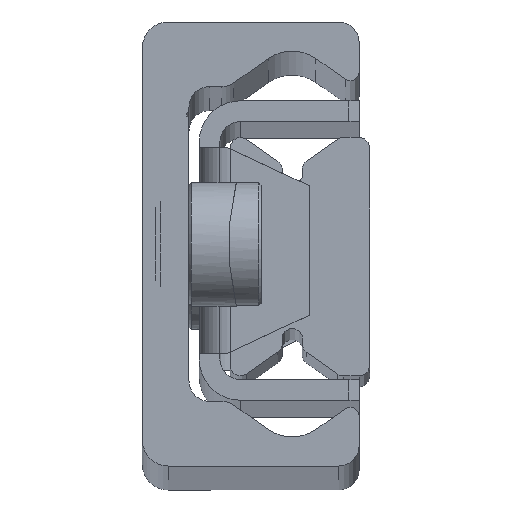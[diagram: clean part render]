
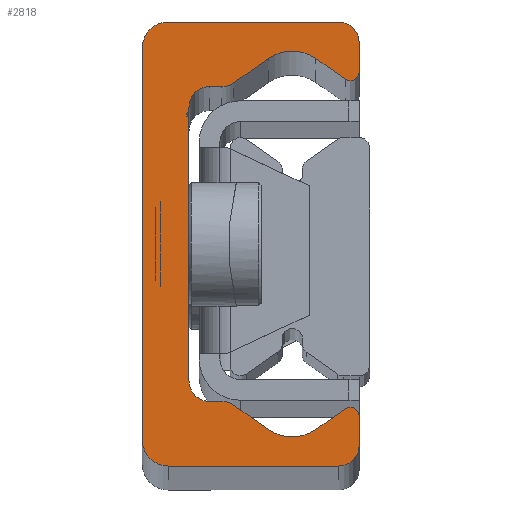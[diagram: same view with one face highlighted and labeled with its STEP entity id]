
A CAD part, top view. The second image highlights one B-rep face of the part: STEP entity #2818.
In plain terms, the highlighted planar face has unit normal (0, 0, 1).
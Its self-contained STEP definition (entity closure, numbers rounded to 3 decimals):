
#1740=CARTESIAN_POINT('',(2.499,-21.5,1330.0));
#1741=VERTEX_POINT('',#1740);
#1742=CARTESIAN_POINT('',(-0.001,-19.0,1330.0));
#1743=VERTEX_POINT('',#1742);
#1744=CARTESIAN_POINT('',(2.499,-19.0,1330.0));
#1745=DIRECTION('',(0.0,0.0,-1.0));
#1746=DIRECTION('',(-1.0,0.0,0.0));
#1747=AXIS2_PLACEMENT_3D('',#1744,#1745,#1746);
#1748=CIRCLE('',#1747,2.5);
#1749=EDGE_CURVE('',#1741,#1743,#1748,.T.);
#1782=CARTESIAN_POINT('',(-0.001,19.0,1330.0));
#1783=VERTEX_POINT('',#1782);
#1784=CARTESIAN_POINT('',(-0.001,-19.0,1330.0));
#1785=DIRECTION('',(0.0,1.0,0.0));
#1786=VECTOR('',#1785,38.0);
#1787=LINE('',#1784,#1786);
#1788=EDGE_CURVE('',#1743,#1783,#1787,.T.);
#1870=CARTESIAN_POINT('',(2.499,21.5,1330.0));
#1871=VERTEX_POINT('',#1870);
#1872=CARTESIAN_POINT('',(2.499,19.0,1330.0));
#1873=DIRECTION('',(0.0,0.0,-1.0));
#1874=DIRECTION('',(0.0,1.0,0.0));
#1875=AXIS2_PLACEMENT_3D('',#1872,#1873,#1874);
#1876=CIRCLE('',#1875,2.5);
#1877=EDGE_CURVE('',#1783,#1871,#1876,.T.);
#1903=CARTESIAN_POINT('',(18.999,21.5,1330.0));
#1904=VERTEX_POINT('',#1903);
#1905=CARTESIAN_POINT('',(2.499,21.5,1330.0));
#1906=DIRECTION('',(1.0,0.0,0.0));
#1907=VECTOR('',#1906,16.5);
#1908=LINE('',#1905,#1907);
#1909=EDGE_CURVE('',#1871,#1904,#1908,.T.);
#1934=CARTESIAN_POINT('',(20.999,19.5,1330.0));
#1935=VERTEX_POINT('',#1934);
#1936=CARTESIAN_POINT('',(18.999,19.5,1330.0));
#1937=DIRECTION('',(0.0,0.0,-1.0));
#1938=DIRECTION('',(1.0,0.0,0.0));
#1939=AXIS2_PLACEMENT_3D('',#1936,#1937,#1938);
#1940=CIRCLE('',#1939,2.);
#1941=EDGE_CURVE('',#1904,#1935,#1940,.T.);
#1967=CARTESIAN_POINT('',(20.999,16.65,1330.0));
#1968=VERTEX_POINT('',#1967);
#1969=CARTESIAN_POINT('',(20.999,19.5,1330.0));
#1970=DIRECTION('',(0.0,-1.0,0.0));
#1971=VECTOR('',#1970,2.85);
#1972=LINE('',#1969,#1971);
#1973=EDGE_CURVE('',#1935,#1968,#1972,.T.);
#1998=CARTESIAN_POINT('',(19.662,15.953,1330.0));
#1999=VERTEX_POINT('',#1998);
#2000=CARTESIAN_POINT('',(20.149,16.65,1330.0));
#2001=DIRECTION('',(0.0,0.0,-1.));
#2002=DIRECTION('',(-0.574,-0.819,0.0));
#2003=AXIS2_PLACEMENT_3D('',#2000,#2001,#2002);
#2004=CIRCLE('',#2003,0.85);
#2005=EDGE_CURVE('',#1968,#1999,#2004,.T.);
#2031=CARTESIAN_POINT('',(16.794,17.962,1330.0));
#2032=VERTEX_POINT('',#2031);
#2033=CARTESIAN_POINT('',(19.662,15.953,1330.0));
#2034=DIRECTION('',(-0.819,0.574,0.0));
#2035=VECTOR('',#2034,3.501);
#2036=LINE('',#2033,#2035);
#2037=EDGE_CURVE('',#1999,#2032,#2036,.T.);
#2062=CARTESIAN_POINT('',(12.205,17.962,1330.0));
#2063=VERTEX_POINT('',#2062);
#2064=CARTESIAN_POINT('',(14.499,14.685,1330.0));
#2065=DIRECTION('',(0.0,0.0,1.0));
#2066=DIRECTION('',(-0.574,-0.819,0.0));
#2067=AXIS2_PLACEMENT_3D('',#2064,#2065,#2066);
#2068=CIRCLE('',#2067,4.0);
#2069=EDGE_CURVE('',#2032,#2063,#2068,.T.);
#2095=CARTESIAN_POINT('',(8.849,15.612,1330.0));
#2096=VERTEX_POINT('',#2095);
#2097=CARTESIAN_POINT('',(12.205,17.962,1330.0));
#2098=DIRECTION('',(-0.819,-0.574,0.0));
#2099=VECTOR('',#2098,4.097);
#2100=LINE('',#2097,#2099);
#2101=EDGE_CURVE('',#2063,#2096,#2100,.T.);
#2126=CARTESIAN_POINT('',(7.702,15.25,1330.0));
#2127=VERTEX_POINT('',#2126);
#2128=CARTESIAN_POINT('',(7.702,17.25,1330.0));
#2129=DIRECTION('',(0.0,0.0,-1.0));
#2130=DIRECTION('',(0.0,-1.0,0.0));
#2131=AXIS2_PLACEMENT_3D('',#2128,#2129,#2130);
#2132=CIRCLE('',#2131,2.0);
#2133=EDGE_CURVE('',#2096,#2127,#2132,.T.);
#2159=CARTESIAN_POINT('',(6.499,15.25,1330.0));
#2160=VERTEX_POINT('',#2159);
#2161=CARTESIAN_POINT('',(7.702,15.25,1330.0));
#2162=DIRECTION('',(-1.0,0.0,0.0));
#2163=VECTOR('',#2162,1.203);
#2164=LINE('',#2161,#2163);
#2165=EDGE_CURVE('',#2127,#2160,#2164,.T.);
#2190=CARTESIAN_POINT('',(4.499,13.25,1330.0));
#2191=VERTEX_POINT('',#2190);
#2192=CARTESIAN_POINT('',(6.499,13.25,1330.0));
#2193=DIRECTION('',(0.0,0.0,1.0));
#2194=DIRECTION('',(0.0,-1.0,0.0));
#2195=AXIS2_PLACEMENT_3D('',#2192,#2193,#2194);
#2196=CIRCLE('',#2195,2.0);
#2197=EDGE_CURVE('',#2160,#2191,#2196,.T.);
#2223=CARTESIAN_POINT('',(4.499,12.861,1330.0));
#2224=VERTEX_POINT('',#2223);
#2225=CARTESIAN_POINT('',(4.499,13.25,1330.0));
#2226=DIRECTION('',(0.0,-1.0,0.0));
#2227=VECTOR('',#2226,0.389);
#2228=LINE('',#2225,#2227);
#2229=EDGE_CURVE('',#2191,#2224,#2228,.T.);
#2254=CARTESIAN_POINT('',(4.411,12.734,1330.0));
#2255=VERTEX_POINT('',#2254);
#2256=CARTESIAN_POINT('',(4.363,12.861,1330.0));
#2257=DIRECTION('',(0.0,0.0,-1.0));
#2258=DIRECTION('',(0.353,-0.936,0.0));
#2259=AXIS2_PLACEMENT_3D('',#2256,#2257,#2258);
#2260=CIRCLE('',#2259,0.136);
#2261=EDGE_CURVE('',#2224,#2255,#2260,.T.);
#2287=CARTESIAN_POINT('',(4.422,12.262,1330.0));
#2288=VERTEX_POINT('',#2287);
#2289=CARTESIAN_POINT('',(4.499,12.5,1330.0));
#2290=DIRECTION('',(0.0,0.0,1.0));
#2291=DIRECTION('',(0.353,-0.936,0.0));
#2292=AXIS2_PLACEMENT_3D('',#2289,#2290,#2291);
#2293=CIRCLE('',#2292,0.25);
#2294=EDGE_CURVE('',#2255,#2288,#2293,.T.);
#2320=CARTESIAN_POINT('',(4.499,12.156,1330.0));
#2321=VERTEX_POINT('',#2320);
#2322=CARTESIAN_POINT('',(4.387,12.156,1330.0));
#2323=DIRECTION('',(0.0,0.0,-1.0));
#2324=DIRECTION('',(1.0,0.0,0.0));
#2325=AXIS2_PLACEMENT_3D('',#2322,#2323,#2324);
#2326=CIRCLE('',#2325,0.112);
#2327=EDGE_CURVE('',#2288,#2321,#2326,.T.);
#2353=CARTESIAN_POINT('',(4.499,-13.25,1330.0));
#2354=VERTEX_POINT('',#2353);
#2355=CARTESIAN_POINT('',(4.499,12.156,1330.0));
#2356=DIRECTION('',(0.0,-1.0,0.0));
#2357=VECTOR('',#2356,25.406);
#2358=LINE('',#2355,#2357);
#2359=EDGE_CURVE('',#2321,#2354,#2358,.T.);
#2441=CARTESIAN_POINT('',(6.499,-15.25,1330.0));
#2442=VERTEX_POINT('',#2441);
#2443=CARTESIAN_POINT('',(6.499,-13.25,1330.0));
#2444=DIRECTION('',(0.0,0.0,1.0));
#2445=DIRECTION('',(1.0,0.0,0.0));
#2446=AXIS2_PLACEMENT_3D('',#2443,#2444,#2445);
#2447=CIRCLE('',#2446,2.0);
#2448=EDGE_CURVE('',#2354,#2442,#2447,.T.);
#2474=CARTESIAN_POINT('',(7.702,-15.25,1330.0));
#2475=VERTEX_POINT('',#2474);
#2476=CARTESIAN_POINT('',(6.499,-15.25,1330.0));
#2477=DIRECTION('',(1.0,0.0,0.0));
#2478=VECTOR('',#2477,1.203);
#2479=LINE('',#2476,#2478);
#2480=EDGE_CURVE('',#2442,#2475,#2479,.T.);
#2505=CARTESIAN_POINT('',(8.849,-15.612,1330.0));
#2506=VERTEX_POINT('',#2505);
#2507=CARTESIAN_POINT('',(7.702,-17.25,1330.0));
#2508=DIRECTION('',(0.0,0.0,-1.));
#2509=DIRECTION('',(0.574,0.819,0.0));
#2510=AXIS2_PLACEMENT_3D('',#2507,#2508,#2509);
#2511=CIRCLE('',#2510,2.0);
#2512=EDGE_CURVE('',#2475,#2506,#2511,.T.);
#2538=CARTESIAN_POINT('',(12.205,-17.962,1330.0));
#2539=VERTEX_POINT('',#2538);
#2540=CARTESIAN_POINT('',(8.849,-15.612,1330.0));
#2541=DIRECTION('',(0.819,-0.574,0.0));
#2542=VECTOR('',#2541,4.097);
#2543=LINE('',#2540,#2542);
#2544=EDGE_CURVE('',#2506,#2539,#2543,.T.);
#2569=CARTESIAN_POINT('',(16.794,-17.962,1330.0));
#2570=VERTEX_POINT('',#2569);
#2571=CARTESIAN_POINT('',(14.499,-14.685,1330.0));
#2572=DIRECTION('',(0.0,0.0,1.0));
#2573=DIRECTION('',(0.574,0.819,0.0));
#2574=AXIS2_PLACEMENT_3D('',#2571,#2572,#2573);
#2575=CIRCLE('',#2574,4.0);
#2576=EDGE_CURVE('',#2539,#2570,#2575,.T.);
#2602=CARTESIAN_POINT('',(19.662,-15.953,1330.0));
#2603=VERTEX_POINT('',#2602);
#2604=CARTESIAN_POINT('',(16.794,-17.962,1330.0));
#2605=DIRECTION('',(0.819,0.574,0.0));
#2606=VECTOR('',#2605,3.501);
#2607=LINE('',#2604,#2606);
#2608=EDGE_CURVE('',#2570,#2603,#2607,.T.);
#2633=CARTESIAN_POINT('',(20.999,-16.65,1330.0));
#2634=VERTEX_POINT('',#2633);
#2635=CARTESIAN_POINT('',(20.149,-16.65,1330.0));
#2636=DIRECTION('',(0.0,0.0,-1.0));
#2637=DIRECTION('',(1.0,0.0,0.0));
#2638=AXIS2_PLACEMENT_3D('',#2635,#2636,#2637);
#2639=CIRCLE('',#2638,0.85);
#2640=EDGE_CURVE('',#2603,#2634,#2639,.T.);
#2666=CARTESIAN_POINT('',(20.999,-19.5,1330.0));
#2667=VERTEX_POINT('',#2666);
#2668=CARTESIAN_POINT('',(20.999,-16.65,1330.0));
#2669=DIRECTION('',(0.0,-1.0,0.0));
#2670=VECTOR('',#2669,2.85);
#2671=LINE('',#2668,#2670);
#2672=EDGE_CURVE('',#2634,#2667,#2671,.T.);
#2697=CARTESIAN_POINT('',(18.999,-21.5,1330.0));
#2698=VERTEX_POINT('',#2697);
#2699=CARTESIAN_POINT('',(18.999,-19.5,1330.0));
#2700=DIRECTION('',(0.0,0.0,-1.0));
#2701=DIRECTION('',(0.0,-1.0,0.0));
#2702=AXIS2_PLACEMENT_3D('',#2699,#2700,#2701);
#2703=CIRCLE('',#2702,2.);
#2704=EDGE_CURVE('',#2667,#2698,#2703,.T.);
#2730=CARTESIAN_POINT('',(18.999,-21.5,1330.0));
#2731=DIRECTION('',(-1.0,0.0,0.0));
#2732=VECTOR('',#2731,16.5);
#2733=LINE('',#2730,#2732);
#2734=EDGE_CURVE('',#2698,#1741,#2733,.T.);
#2783=CARTESIAN_POINT('',(7.822,0.017,1330.0));
#2784=DIRECTION('',(0.0,0.0,1.0));
#2785=DIRECTION('',(1.0,0.0,0.0));
#2786=AXIS2_PLACEMENT_3D('',#2783,#2784,#2785);
#2787=PLANE('',#2786);
#2788=ORIENTED_EDGE('',*,*,#1749,.F.);
#2789=ORIENTED_EDGE('',*,*,#2734,.F.);
#2790=ORIENTED_EDGE('',*,*,#2704,.F.);
#2791=ORIENTED_EDGE('',*,*,#2672,.F.);
#2792=ORIENTED_EDGE('',*,*,#2640,.F.);
#2793=ORIENTED_EDGE('',*,*,#2608,.F.);
#2794=ORIENTED_EDGE('',*,*,#2576,.F.);
#2795=ORIENTED_EDGE('',*,*,#2544,.F.);
#2796=ORIENTED_EDGE('',*,*,#2512,.F.);
#2797=ORIENTED_EDGE('',*,*,#2480,.F.);
#2798=ORIENTED_EDGE('',*,*,#2448,.F.);
#2799=ORIENTED_EDGE('',*,*,#2359,.F.);
#2800=ORIENTED_EDGE('',*,*,#2327,.F.);
#2801=ORIENTED_EDGE('',*,*,#2294,.F.);
#2802=ORIENTED_EDGE('',*,*,#2261,.F.);
#2803=ORIENTED_EDGE('',*,*,#2229,.F.);
#2804=ORIENTED_EDGE('',*,*,#2197,.F.);
#2805=ORIENTED_EDGE('',*,*,#2165,.F.);
#2806=ORIENTED_EDGE('',*,*,#2133,.F.);
#2807=ORIENTED_EDGE('',*,*,#2101,.F.);
#2808=ORIENTED_EDGE('',*,*,#2069,.F.);
#2809=ORIENTED_EDGE('',*,*,#2037,.F.);
#2810=ORIENTED_EDGE('',*,*,#2005,.F.);
#2811=ORIENTED_EDGE('',*,*,#1973,.F.);
#2812=ORIENTED_EDGE('',*,*,#1941,.F.);
#2813=ORIENTED_EDGE('',*,*,#1909,.F.);
#2814=ORIENTED_EDGE('',*,*,#1877,.F.);
#2815=ORIENTED_EDGE('',*,*,#1788,.F.);
#2816=EDGE_LOOP('',(#2788,#2789,#2790,#2791,#2792,#2793,#2794,#2795,#2796,#2797,#2798,#2799,#2800,#2801,#2802,#2803,#2804,#2805,#2806,#2807,#2808,#2809,#2810,#2811,#2812,#2813,#2814,#2815));
#2817=FACE_OUTER_BOUND('',#2816,.T.);
#2818=ADVANCED_FACE('',(#2817),#2787,.T.);
